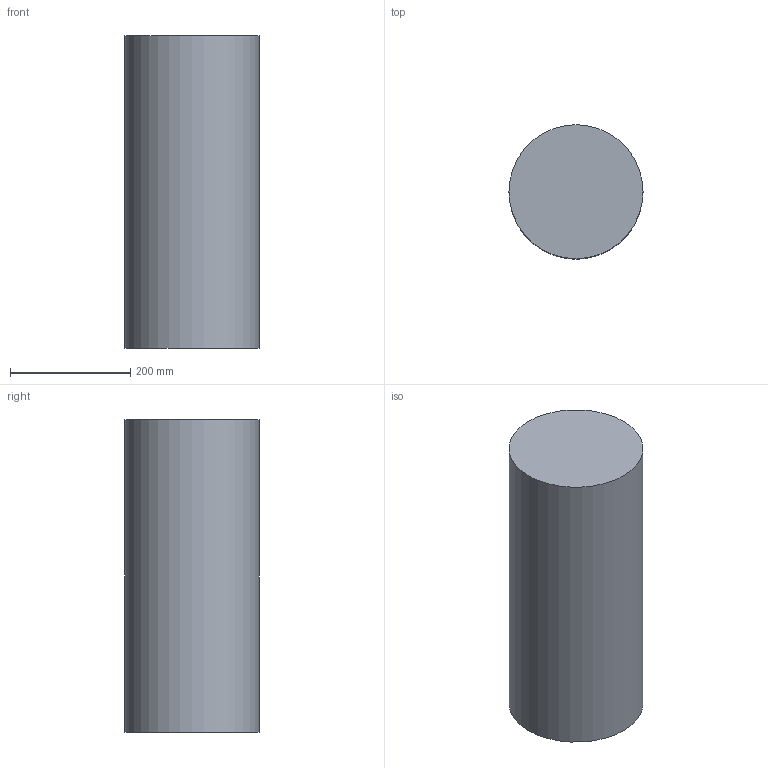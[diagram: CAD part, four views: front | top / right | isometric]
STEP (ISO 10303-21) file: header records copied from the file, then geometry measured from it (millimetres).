
FILE_DESCRIPTION(/* description */ (''),/* implementation_level */ '2;1');
FILE_NAME(/* name */ 'Single.Channel.TPC.step',/* time_stamp */ '2024-10-01T01:37:47-05:00',/* author */ (''),/* organization */ (''),/* preprocessor_version */ 'ST-DEVELOPER v20',/* originating_system */ 'Autodesk Translation Framework v13.20.0.188',/* authorisation */ '');
FILE_SCHEMA (('AUTOMOTIVE_DESIGN { 1 0 10303 214 3 1 1 }'));
Products named in the file (14): UTAHTPC; field-shaping-ring v12; g10-leg v12; Tpc_Top_Plate v5; Long_Light_Tube v2; Short_Light_Tube v3; Tpc_Light_Plate v4; Peek_Supports v3; Standoffs v2; Mesh Ring; Mesh Ring_1; tapped-ring v13; countersunk-ring v12; UTAH TPC Mesh
Assembly tree (42 placements, depth 3):
  UTAHTPC
    field-shaping-ring v12  x14
    g10-leg v12  x4
    Tpc_Top_Plate v5
    Long_Light_Tube v2
    Short_Light_Tube v3
    Tpc_Light_Plate v4
    Peek_Supports v3  x6
    Standoffs v2  x6
    Mesh Ring
      tapped-ring v13
      countersunk-ring v12
      UTAH TPC Mesh
    Mesh Ring_1
      tapped-ring v13
      countersunk-ring v12
      UTAH TPC Mesh
Bounding box: 223.2 x 223.2 x 520 mm (x, y, z)
Volume: 5993352.9 mm3; surface area: 1512603.8 mm2
Topology: 43 solids, 44 shells, 4816 faces, 14254 edges, 9536 vertices
Faces by surface type: plane 3992, cylinder 672, cone 92, torus 60
Full cylindrical faces by diameter (mm): 2.5 x48, 2.529 x100, 3.2 x16, 3.4 x64, 4.234 x8, 5.035 x6, 5.116 x24, 5.5 x8, 6.5 x64, 6.6 x6, 6.604 x12, 12.7 x12, 90 x1, 92 x6, 104 x2, 106 x4, 111.506 x2, 112 x14, 120 x16, 130 x1, 203.2 x1, 223.2 x1
Entity records: 77603 total; most frequent: CARTESIAN_POINT 15013, ORIENTED_EDGE 13224, DIRECTION 11787, EDGE_CURVE 6612, LINE 5841, VECTOR 5841, VERTEX_POINT 4428, EDGE_LOOP 3062
